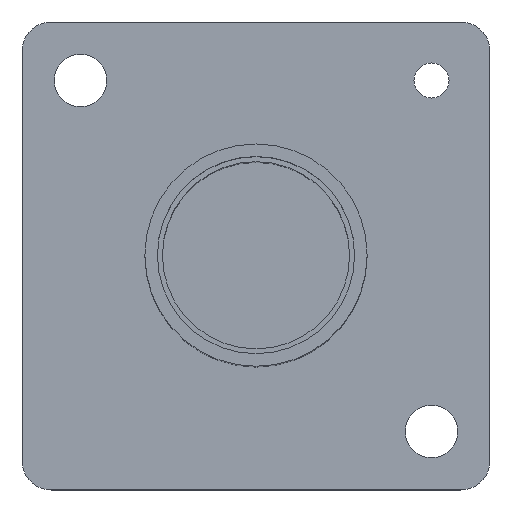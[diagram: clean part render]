
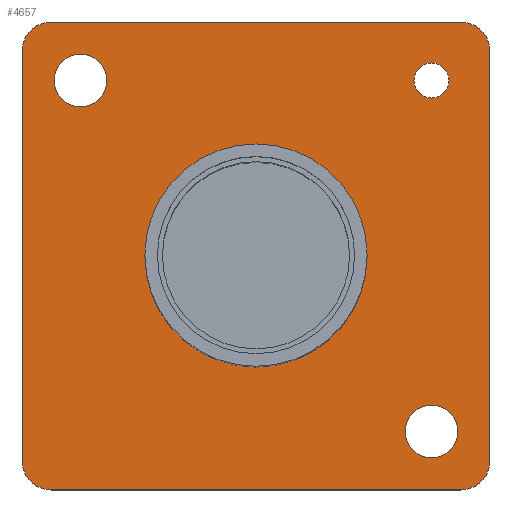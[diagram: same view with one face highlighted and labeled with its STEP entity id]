
A CAD part, top view. The second image highlights one B-rep face of the part: STEP entity #4657.
In plain terms, the highlighted planar face has unit normal (0, 0, 1).
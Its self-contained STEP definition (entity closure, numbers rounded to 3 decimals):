
#251=LINE('',#11083,#554);
#252=LINE('',#11087,#555);
#253=LINE('',#11091,#556);
#254=LINE('',#11094,#557);
#554=VECTOR('',#5956,70.);
#555=VECTOR('',#5959,70.);
#556=VECTOR('',#5962,70.);
#557=VECTOR('',#5965,70.);
#1028=PLANE('',#5015);
#1087=FACE_BOUND('',#1623,.T.);
#1088=FACE_BOUND('',#1624,.T.);
#1089=FACE_BOUND('',#1625,.T.);
#1090=FACE_BOUND('',#1626,.T.);
#1326=FACE_OUTER_BOUND('',#1622,.T.);
#1622=EDGE_LOOP('',(#4096,#4097,#4098,#4099,#4100,#4101,#4102,#4103));
#1623=EDGE_LOOP('',(#4104));
#1624=EDGE_LOOP('',(#4105));
#1625=EDGE_LOOP('',(#4106));
#1626=EDGE_LOOP('',(#4107));
#1813=CIRCLE('',#5013,5.);
#1815=CIRCLE('',#5016,5.);
#1816=CIRCLE('',#5017,5.);
#1817=CIRCLE('',#5018,5.);
#1818=CIRCLE('',#5019,3.);
#1819=CIRCLE('',#5020,4.5);
#1820=CIRCLE('',#5021,4.5);
#1821=CIRCLE('',#5022,19.);
#2245=VERTEX_POINT('',#11073);
#2246=VERTEX_POINT('',#11074);
#2249=VERTEX_POINT('',#11082);
#2250=VERTEX_POINT('',#11084);
#2251=VERTEX_POINT('',#11086);
#2252=VERTEX_POINT('',#11088);
#2253=VERTEX_POINT('',#11090);
#2254=VERTEX_POINT('',#11092);
#2255=VERTEX_POINT('',#11095);
#2256=VERTEX_POINT('',#11097);
#2257=VERTEX_POINT('',#11099);
#2258=VERTEX_POINT('',#11101);
#2892=EDGE_CURVE('',#2245,#2246,#1813,.T.);
#2896=EDGE_CURVE('',#2245,#2249,#251,.T.);
#2897=EDGE_CURVE('',#2250,#2249,#1815,.T.);
#2898=EDGE_CURVE('',#2250,#2251,#252,.T.);
#2899=EDGE_CURVE('',#2252,#2251,#1816,.T.);
#2900=EDGE_CURVE('',#2252,#2253,#253,.T.);
#2901=EDGE_CURVE('',#2254,#2253,#1817,.T.);
#2902=EDGE_CURVE('',#2254,#2246,#254,.T.);
#2903=EDGE_CURVE('',#2255,#2255,#1818,.T.);
#2904=EDGE_CURVE('',#2256,#2256,#1819,.T.);
#2905=EDGE_CURVE('',#2257,#2257,#1820,.T.);
#2906=EDGE_CURVE('',#2258,#2258,#1821,.T.);
#4096=ORIENTED_EDGE('',*,*,#2892,.F.);
#4097=ORIENTED_EDGE('',*,*,#2896,.T.);
#4098=ORIENTED_EDGE('',*,*,#2897,.F.);
#4099=ORIENTED_EDGE('',*,*,#2898,.T.);
#4100=ORIENTED_EDGE('',*,*,#2899,.F.);
#4101=ORIENTED_EDGE('',*,*,#2900,.T.);
#4102=ORIENTED_EDGE('',*,*,#2901,.F.);
#4103=ORIENTED_EDGE('',*,*,#2902,.T.);
#4104=ORIENTED_EDGE('',*,*,#2903,.T.);
#4105=ORIENTED_EDGE('',*,*,#2904,.T.);
#4106=ORIENTED_EDGE('',*,*,#2905,.T.);
#4107=ORIENTED_EDGE('',*,*,#2906,.F.);
#4657=ADVANCED_FACE('',(#1326,#1087,#1088,#1089,#1090),#1028,.T.);
#5013=AXIS2_PLACEMENT_3D('',#11075,#5948,#5949);
#5015=AXIS2_PLACEMENT_3D('',#11081,#5954,#5955);
#5016=AXIS2_PLACEMENT_3D('',#11085,#5957,#5958);
#5017=AXIS2_PLACEMENT_3D('',#11089,#5960,#5961);
#5018=AXIS2_PLACEMENT_3D('',#11093,#5963,#5964);
#5019=AXIS2_PLACEMENT_3D('',#11096,#5966,#5967);
#5020=AXIS2_PLACEMENT_3D('',#11098,#5968,#5969);
#5021=AXIS2_PLACEMENT_3D('',#11100,#5970,#5971);
#5022=AXIS2_PLACEMENT_3D('',#11102,#5972,#5973);
#5948=DIRECTION('center_axis',(0.,0.,-1.));
#5949=DIRECTION('ref_axis',(0.707,0.707,0.));
#5954=DIRECTION('center_axis',(0.,0.,1.));
#5955=DIRECTION('ref_axis',(1.,0.,0.));
#5956=DIRECTION('',(-1.,0.,0.));
#5957=DIRECTION('center_axis',(0.,0.,-1.));
#5958=DIRECTION('ref_axis',(-0.707,0.707,0.));
#5959=DIRECTION('',(0.,-1.,0.));
#5960=DIRECTION('center_axis',(0.,0.,-1.));
#5961=DIRECTION('ref_axis',(-0.707,-0.707,0.));
#5962=DIRECTION('',(1.,0.,0.));
#5963=DIRECTION('center_axis',(0.,0.,-1.));
#5964=DIRECTION('ref_axis',(0.707,-0.707,0.));
#5965=DIRECTION('',(0.,1.,0.));
#5966=DIRECTION('center_axis',(0.,0.,-1.));
#5967=DIRECTION('ref_axis',(1.,0.,0.));
#5968=DIRECTION('center_axis',(0.,0.,-1.));
#5969=DIRECTION('ref_axis',(1.,0.,0.));
#5970=DIRECTION('center_axis',(0.,0.,-1.));
#5971=DIRECTION('ref_axis',(1.,0.,0.));
#5972=DIRECTION('center_axis',(0.,0.,1.));
#5973=DIRECTION('ref_axis',(-1.,0.,0.));
#11073=CARTESIAN_POINT('',(35.,40.,87.5));
#11074=CARTESIAN_POINT('',(40.,35.,87.5));
#11075=CARTESIAN_POINT('Origin',(35.,35.,87.5));
#11081=CARTESIAN_POINT('Origin',(0.,0.,87.5));
#11082=CARTESIAN_POINT('',(-35.,40.,87.5));
#11083=CARTESIAN_POINT('',(40.,40.,87.5));
#11084=CARTESIAN_POINT('',(-40.,35.,87.5));
#11085=CARTESIAN_POINT('Origin',(-35.,35.,87.5));
#11086=CARTESIAN_POINT('',(-40.,-35.,87.5));
#11087=CARTESIAN_POINT('',(-40.,40.,87.5));
#11088=CARTESIAN_POINT('',(-35.,-40.,87.5));
#11089=CARTESIAN_POINT('Origin',(-35.,-35.,87.5));
#11090=CARTESIAN_POINT('',(35.,-40.,87.5));
#11091=CARTESIAN_POINT('',(-40.,-40.,87.5));
#11092=CARTESIAN_POINT('',(40.,-35.,87.5));
#11093=CARTESIAN_POINT('Origin',(35.,-35.,87.5));
#11094=CARTESIAN_POINT('',(40.,-40.,87.5));
#11095=CARTESIAN_POINT('',(27.,30.,87.5));
#11096=CARTESIAN_POINT('Origin',(30.,30.,87.5));
#11097=CARTESIAN_POINT('',(25.5,-30.,87.5));
#11098=CARTESIAN_POINT('Origin',(30.,-30.,87.5));
#11099=CARTESIAN_POINT('',(-34.5,30.,87.5));
#11100=CARTESIAN_POINT('Origin',(-30.,30.,87.5));
#11101=CARTESIAN_POINT('',(19.,0.,87.5));
#11102=CARTESIAN_POINT('Origin',(0.,0.,87.5));
